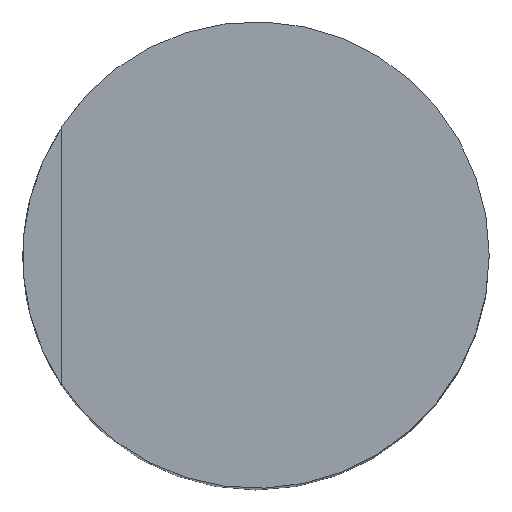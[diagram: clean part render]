
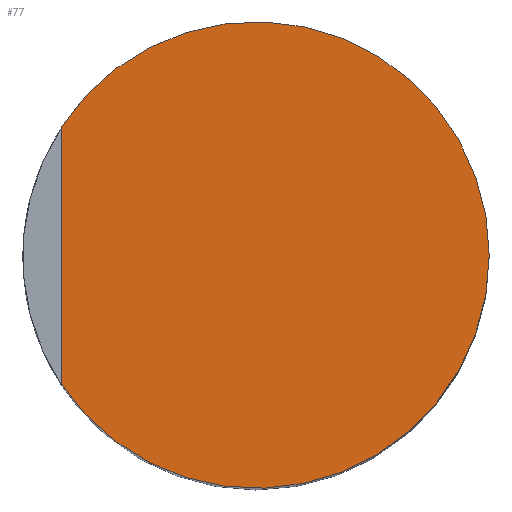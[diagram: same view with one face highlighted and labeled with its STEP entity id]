
A CAD part, top view. The second image highlights one B-rep face of the part: STEP entity #77.
In plain terms, the highlighted planar face has unit normal (0, 0, 1).
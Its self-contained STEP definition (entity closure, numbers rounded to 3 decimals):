
#16=FACE_OUTER_BOUND('',#21,.T.);
#21=EDGE_LOOP('',(#55,#56,#57));
#26=LINE('',#143,#31);
#31=VECTOR('',#119,1000.);
#36=CIRCLE('',#103,3.);
#37=CIRCLE('',#104,3.);
#40=VERTEX_POINT('',#138);
#41=VERTEX_POINT('',#139);
#42=VERTEX_POINT('',#141);
#46=EDGE_CURVE('',#40,#41,#36,.T.);
#47=EDGE_CURVE('',#41,#42,#37,.T.);
#48=EDGE_CURVE('',#42,#40,#26,.T.);
#55=ORIENTED_EDGE('',*,*,#46,.T.);
#56=ORIENTED_EDGE('',*,*,#47,.T.);
#57=ORIENTED_EDGE('',*,*,#48,.T.);
#73=PLANE('',#102);
#77=ADVANCED_FACE('',(#16),#73,.T.);
#102=AXIS2_PLACEMENT_3D('',#137,#113,#114);
#103=AXIS2_PLACEMENT_3D('',#140,#115,#116);
#104=AXIS2_PLACEMENT_3D('',#142,#117,#118);
#113=DIRECTION('center_axis',(0.,0.,1.));
#114=DIRECTION('ref_axis',(1.,0.,0.));
#115=DIRECTION('center_axis',(0.,0.,1.));
#116=DIRECTION('ref_axis',(1.,0.,0.));
#117=DIRECTION('center_axis',(0.,0.,1.));
#118=DIRECTION('ref_axis',(1.,0.,0.));
#119=DIRECTION('',(0.,-1.,0.));
#137=CARTESIAN_POINT('Origin',(0.,0.,52.5));
#138=CARTESIAN_POINT('',(-2.5,-1.658,52.5));
#139=CARTESIAN_POINT('',(3.,0.,52.5));
#140=CARTESIAN_POINT('Origin',(0.,0.,
52.5));
#141=CARTESIAN_POINT('',(-2.5,1.658,52.5));
#142=CARTESIAN_POINT('Origin',(0.,0.,
52.5));
#143=CARTESIAN_POINT('',(-2.5,-0.829,52.5));
